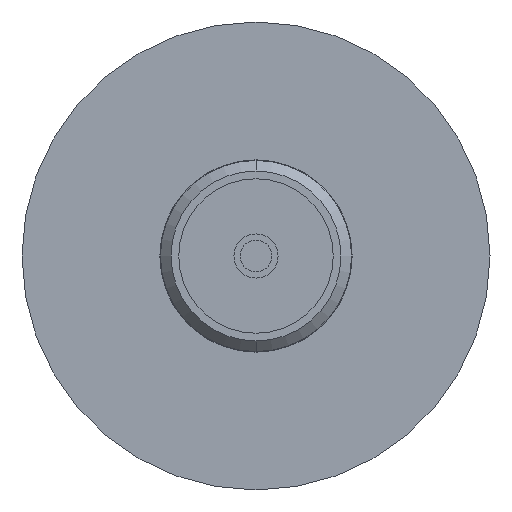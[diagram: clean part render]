
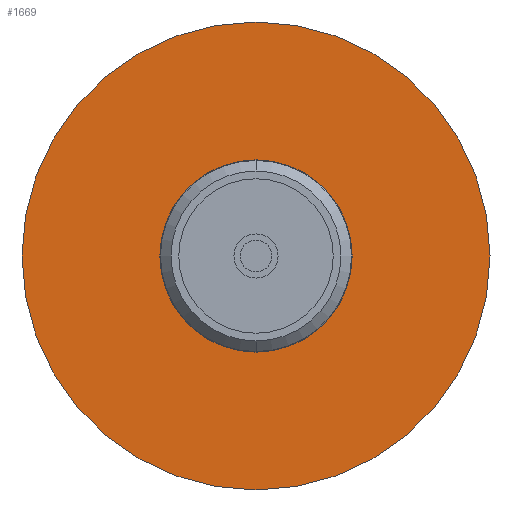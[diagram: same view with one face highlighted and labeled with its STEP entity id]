
A CAD part, front view. The second image highlights one B-rep face of the part: STEP entity #1669.
In plain terms, the highlighted planar face has unit normal (0, -1, 0).
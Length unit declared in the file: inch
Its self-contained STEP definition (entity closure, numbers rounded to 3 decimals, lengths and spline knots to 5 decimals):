
#59 = CARTESIAN_POINT ( 'NONE',  ( 2408.34359, -3296.56268, 0. ) ) ;
#87 = ORIENTED_EDGE ( 'NONE', *, *, #807, .F. ) ;
#139 = CARTESIAN_POINT ( 'NONE',  ( 2408.34359, -3296.56268, 0.2874 ) ) ;
#149 = CARTESIAN_POINT ( 'NONE',  ( 2408.34359, -3296.56268, -0.2874 ) ) ;
#187 = AXIS2_PLACEMENT_3D ( 'NONE', #188, #1145, #604 ) ;
#188 = CARTESIAN_POINT ( 'NONE',  ( 2408.23926, -3296.56268, 0. ) ) ;
#194 = DIRECTION ( 'NONE',  ( 0., 1., 0. ) ) ;
#279 = DIRECTION ( 'NONE',  ( 0., 1., 0. ) ) ;
#301 = VERTEX_POINT ( 'NONE', #640 ) ;
#564 = ORIENTED_EDGE ( 'NONE', *, *, #1480, .F. ) ;
#591 = CARTESIAN_POINT ( 'NONE',  ( 2408.34359, -3296.56268, 0. ) ) ;
#595 = FACE_BOUND ( 'NONE', #1002, .T. ) ;
#604 = DIRECTION ( 'NONE',  ( 0., 0., -1. ) ) ;
#640 = CARTESIAN_POINT ( 'NONE',  ( 2408.34359, -3296.56268, 0.10433 ) ) ;
#678 = DIRECTION ( 'NONE',  ( 0., 0., 1. ) ) ;
#731 = DIRECTION ( 'NONE',  ( 0., 0., 1. ) ) ;
#761 = DIRECTION ( 'NONE',  ( 0., 0., 1. ) ) ;
#807 = EDGE_CURVE ( 'NONE', #1521, #1079, #925, .T. ) ;
#878 = DIRECTION ( 'NONE',  ( 0., 1., 0. ) ) ;
#901 = ORIENTED_EDGE ( 'NONE', *, *, #1187, .T. ) ;
#908 = CARTESIAN_POINT ( 'NONE',  ( 2408.34359, -3296.56268, 0. ) ) ;
#919 = CIRCLE ( 'NONE', #1061, 0.2874 ) ;
#925 = CIRCLE ( 'NONE', #1168, 0.2874 ) ;
#1002 = EDGE_LOOP ( 'NONE', ( #901, #1583 ) ) ;
#1026 = EDGE_LOOP ( 'NONE', ( #87, #564 ) ) ;
#1061 = AXIS2_PLACEMENT_3D ( 'NONE', #59, #194, #731 ) ;
#1079 = VERTEX_POINT ( 'NONE', #149 ) ;
#1145 = DIRECTION ( 'NONE',  ( 0., -1., 0. ) ) ;
#1168 = AXIS2_PLACEMENT_3D ( 'NONE', #1618, #279, #678 ) ;
#1187 = EDGE_CURVE ( 'NONE', #301, #1432, #1372, .T. ) ;
#1237 = EDGE_CURVE ( 'NONE', #1432, #301, #1326, .T. ) ;
#1270 = AXIS2_PLACEMENT_3D ( 'NONE', #591, #878, #1707 ) ;
#1326 = CIRCLE ( 'NONE', #1465, 0.10433 ) ;
#1372 = CIRCLE ( 'NONE', #1270, 0.10433 ) ;
#1411 = PLANE ( 'NONE',  #187 ) ;
#1432 = VERTEX_POINT ( 'NONE', #1674 ) ;
#1465 = AXIS2_PLACEMENT_3D ( 'NONE', #908, #1582, #761 ) ;
#1480 = EDGE_CURVE ( 'NONE', #1079, #1521, #919, .T. ) ;
#1521 = VERTEX_POINT ( 'NONE', #139 ) ;
#1582 = DIRECTION ( 'NONE',  ( 0., 1., 0. ) ) ;
#1583 = ORIENTED_EDGE ( 'NONE', *, *, #1237, .T. ) ;
#1618 = CARTESIAN_POINT ( 'NONE',  ( 2408.34359, -3296.56268, 0. ) ) ;
#1669 = ADVANCED_FACE ( 'NONE', ( #595, #1681 ), #1411, .T. ) ;
#1674 = CARTESIAN_POINT ( 'NONE',  ( 2408.34359, -3296.56268, -0.10433 ) ) ;
#1681 = FACE_OUTER_BOUND ( 'NONE', #1026, .T. ) ;
#1707 = DIRECTION ( 'NONE',  ( 0., 0., 1. ) ) ;
